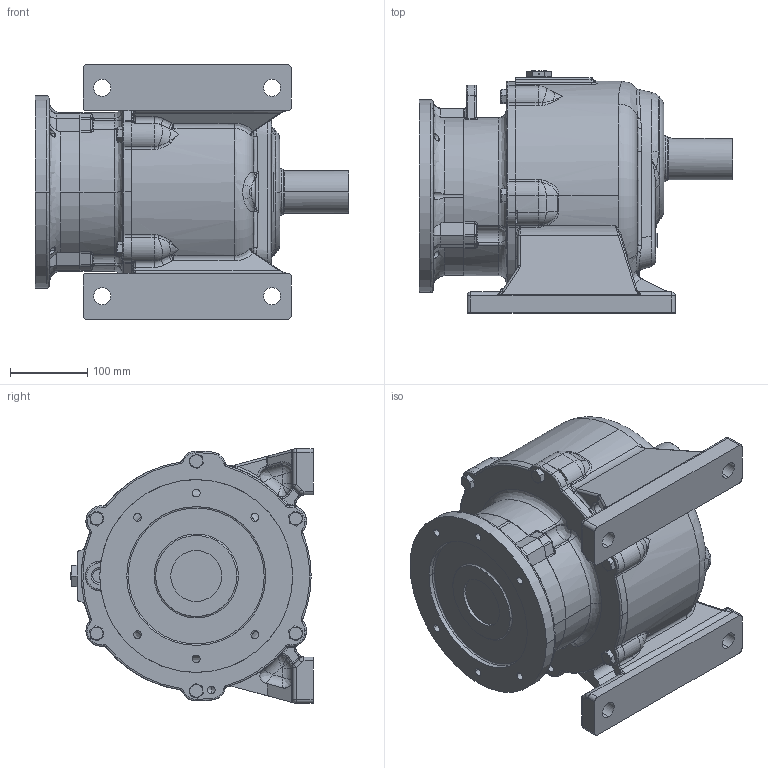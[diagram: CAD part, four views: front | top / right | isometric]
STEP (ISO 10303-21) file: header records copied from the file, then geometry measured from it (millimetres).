
FILE_DESCRIPTION (( 'STEP AP214' ), '1' );
FILE_NAME ('Assem1.STEP', '2024-01-26T00:49:29', ( '' ), ( '' ), 'SwSTEP 2.0', 'SolidWorks 2022', '' );
FILE_SCHEMA (( 'AUTOMOTIVE_DESIGN' ));
Length unit declared in the file: millimetre
Products named in the file (3): Casing_DKA0101504_Casing_DKA0101504; Assem1; EK2DO07323_FHI_3.7KW_R40_2024-01-26 092752_Part5
Assembly tree (2 placements, depth 2):
  Assem1
    EK2DO07323_FHI_3.7KW_R40_2024-01-26 092752_Part5
    Casing_DKA0101504_Casing_DKA0101504
Bounding box: 406.5 x 314.04 x 330 mm (x, y, z)
Volume: 9898323.5 mm3; surface area: 971649.6 mm2
Topology: 13 solids, 13 shells, 1186 faces, 2920 edges, 1711 vertices
Faces by surface type: bspline 384, cylinder 372, plane 245, cone 115, torus 54, sphere 16
Entity records: 55248 total; most frequent: CARTESIAN_POINT 29452, ORIENTED_EDGE 5652, DIRECTION 4833, EDGE_CURVE 2826, AXIS2_PLACEMENT_3D 1955, VERTEX_POINT 1711, EDGE_LOOP 1283, FACE_OUTER_BOUND 1186
